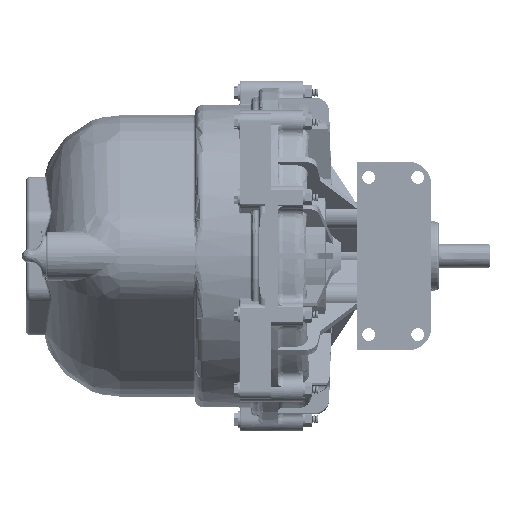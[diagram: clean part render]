
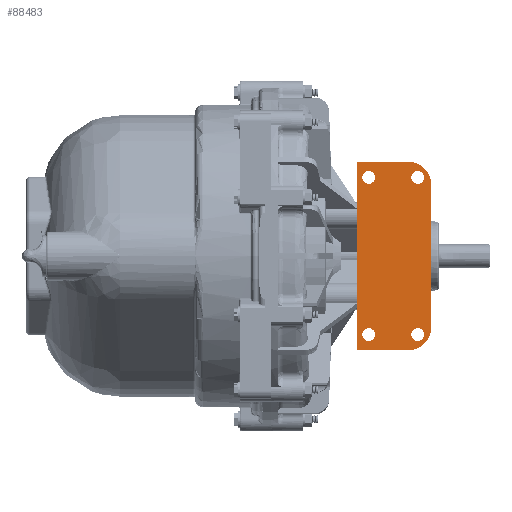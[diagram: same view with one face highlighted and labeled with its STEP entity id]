
A CAD part, front view. The second image highlights one B-rep face of the part: STEP entity #88483.
In plain terms, the highlighted planar face has unit normal (0, -1, 0).
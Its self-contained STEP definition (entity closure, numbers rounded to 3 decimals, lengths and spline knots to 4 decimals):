
#5210=FACE_BOUND('',#20558,.T.);
#5211=FACE_BOUND('',#20559,.T.);
#5212=FACE_BOUND('',#20560,.T.);
#5213=FACE_BOUND('',#20561,.T.);
#8776=CIRCLE('',#97104,0.75);
#8784=CIRCLE('',#97119,0.75);
#8785=CIRCLE('',#97121,0.2031);
#8786=CIRCLE('',#97122,0.2031);
#8787=CIRCLE('',#97123,0.2031);
#8788=CIRCLE('',#97124,0.2031);
#10527=PLANE('',#97120);
#15323=FACE_OUTER_BOUND('',#20557,.T.);
#20557=EDGE_LOOP('',(#82172,#82173,#82174,#82175,#82176,#82177));
#20558=EDGE_LOOP('',(#82178));
#20559=EDGE_LOOP('',(#82179));
#20560=EDGE_LOOP('',(#82180));
#20561=EDGE_LOOP('',(#82181));
#28781=LINE('',#243961,#33694);
#28922=LINE('',#247523,#33835);
#28961=LINE('',#248369,#33874);
#28968=LINE('',#248453,#33881);
#33694=VECTOR('',#116644,0.3937);
#33835=VECTOR('',#117485,0.3937);
#33874=VECTOR('',#117750,0.3937);
#33881=VECTOR('',#117787,0.3937);
#42129=VERTEX_POINT('',#243958);
#42130=VERTEX_POINT('',#243960);
#42421=VERTEX_POINT('',#247521);
#42494=VERTEX_POINT('',#248363);
#42495=VERTEX_POINT('',#248365);
#42503=VERTEX_POINT('',#248449);
#42504=VERTEX_POINT('',#248454);
#42505=VERTEX_POINT('',#248456);
#42506=VERTEX_POINT('',#248458);
#42507=VERTEX_POINT('',#248460);
#55228=EDGE_CURVE('',#42129,#42130,#28781,.T.);
#55698=EDGE_CURVE('',#42129,#42421,#28922,.T.);
#55829=EDGE_CURVE('',#42494,#42495,#8776,.T.);
#55831=EDGE_CURVE('',#42130,#42494,#28961,.T.);
#55847=EDGE_CURVE('',#42503,#42421,#8784,.T.);
#55848=EDGE_CURVE('',#42503,#42495,#28968,.T.);
#55849=EDGE_CURVE('',#42504,#42504,#8785,.T.);
#55850=EDGE_CURVE('',#42505,#42505,#8786,.T.);
#55851=EDGE_CURVE('',#42506,#42506,#8787,.T.);
#55852=EDGE_CURVE('',#42507,#42507,#8788,.T.);
#82172=ORIENTED_EDGE('',*,*,#55847,.F.);
#82173=ORIENTED_EDGE('',*,*,#55848,.T.);
#82174=ORIENTED_EDGE('',*,*,#55829,.F.);
#82175=ORIENTED_EDGE('',*,*,#55831,.F.);
#82176=ORIENTED_EDGE('',*,*,#55228,.F.);
#82177=ORIENTED_EDGE('',*,*,#55698,.T.);
#82178=ORIENTED_EDGE('',*,*,#55849,.T.);
#82179=ORIENTED_EDGE('',*,*,#55850,.T.);
#82180=ORIENTED_EDGE('',*,*,#55851,.T.);
#82181=ORIENTED_EDGE('',*,*,#55852,.T.);
#88483=ADVANCED_FACE('',(#15323,#5210,#5211,#5212,#5213),#10527,.T.);
#97104=AXIS2_PLACEMENT_3D('',#248366,#117745,#117746);
#97119=AXIS2_PLACEMENT_3D('',#248451,#117783,#117784);
#97120=AXIS2_PLACEMENT_3D('',#248452,#117785,#117786);
#97121=AXIS2_PLACEMENT_3D('',#248455,#117788,#117789);
#97122=AXIS2_PLACEMENT_3D('',#248457,#117790,#117791);
#97123=AXIS2_PLACEMENT_3D('',#248459,#117792,#117793);
#97124=AXIS2_PLACEMENT_3D('',#248461,#117794,#117795);
#116644=DIRECTION('',(1.,0.,0.));
#117485=DIRECTION('',(0.,0.,-1.));
#117745=DIRECTION('center_axis',(0.,1.,0.));
#117746=DIRECTION('ref_axis',(0.707,0.,-0.707));
#117750=DIRECTION('',(0.,0.,-1.));
#117783=DIRECTION('center_axis',(0.,1.,0.));
#117784=DIRECTION('ref_axis',(-0.707,0.,-0.707));
#117785=DIRECTION('center_axis',(0.,-1.,0.));
#117786=DIRECTION('ref_axis',(0.,0.,-1.));
#117787=DIRECTION('',(1.,0.,0.));
#117788=DIRECTION('center_axis',(0.,1.,0.));
#117789=DIRECTION('ref_axis',(1.,0.,0.));
#117790=DIRECTION('center_axis',(0.,1.,0.));
#117791=DIRECTION('ref_axis',(1.,0.,0.));
#117792=DIRECTION('center_axis',(0.,1.,0.));
#117793=DIRECTION('ref_axis',(1.,0.,0.));
#117794=DIRECTION('center_axis',(0.,1.,0.));
#117795=DIRECTION('ref_axis',(1.,0.,0.));
#243958=CARTESIAN_POINT('',(-3.,-4.171,0.));
#243960=CARTESIAN_POINT('',(3.,-4.171,0.));
#243961=CARTESIAN_POINT('',(-1.923,-4.171,0.));
#247521=CARTESIAN_POINT('',(-3.,-4.171,-1.625));
#247523=CARTESIAN_POINT('',(-3.,-4.171,0.));
#248363=CARTESIAN_POINT('',(3.,-4.171,-1.625));
#248365=CARTESIAN_POINT('',(2.25,-4.171,-2.375));
#248366=CARTESIAN_POINT('Origin',(2.25,-4.171,-1.625));
#248369=CARTESIAN_POINT('',(3.,-4.171,0.));
#248449=CARTESIAN_POINT('',(-2.25,-4.171,-2.375));
#248451=CARTESIAN_POINT('Origin',(-2.25,-4.171,-1.625));
#248452=CARTESIAN_POINT('Origin',(-1.923,-4.171,0.));
#248453=CARTESIAN_POINT('',(-3.,-4.171,-2.375));
#248454=CARTESIAN_POINT('',(-2.7031,-4.171,-0.375));
#248455=CARTESIAN_POINT('Origin',(-2.5,-4.171,-0.375));
#248456=CARTESIAN_POINT('',(2.2969,-4.171,-0.375));
#248457=CARTESIAN_POINT('Origin',(2.5,-4.171,-0.375));
#248458=CARTESIAN_POINT('',(2.2969,-4.171,-1.9375));
#248459=CARTESIAN_POINT('Origin',(2.5,-4.171,-1.9375));
#248460=CARTESIAN_POINT('',(-2.7031,-4.171,-1.9375));
#248461=CARTESIAN_POINT('Origin',(-2.5,-4.171,-1.9375));
